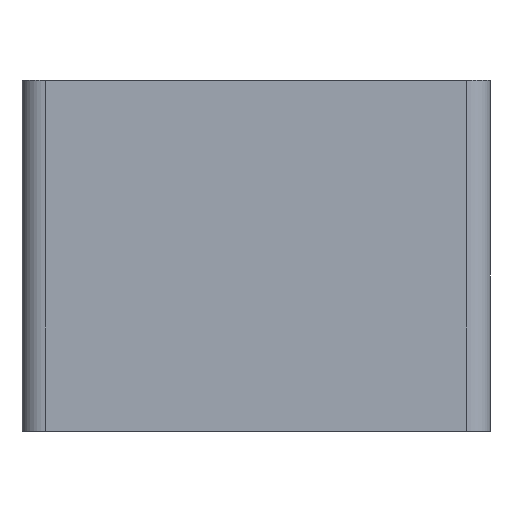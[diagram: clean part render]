
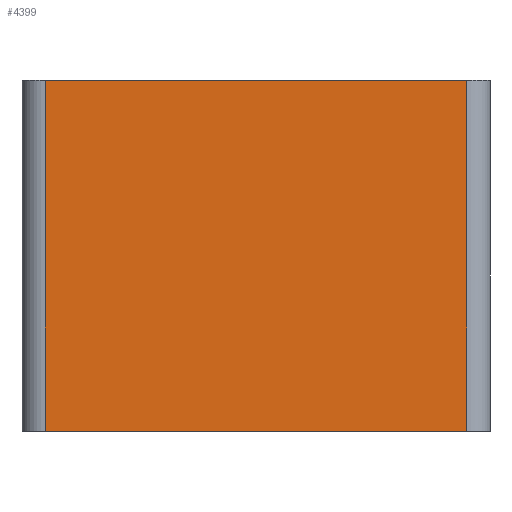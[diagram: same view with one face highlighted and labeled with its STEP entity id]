
A CAD part, top view. The second image highlights one B-rep face of the part: STEP entity #4399.
In plain terms, the highlighted planar face has unit normal (0, 0, 1).
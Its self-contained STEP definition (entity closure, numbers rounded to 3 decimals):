
#289=FACE_OUTER_BOUND('',#522,.T.);
#522=EDGE_LOOP('',(#3593,#3594,#3595,#3596));
#654=LINE('',#6477,#1084);
#928=LINE('',#7320,#1358);
#929=LINE('',#7323,#1359);
#930=LINE('',#7324,#1360);
#1084=VECTOR('',#5088,10.);
#1358=VECTOR('',#5932,1000.);
#1359=VECTOR('',#5935,1000.);
#1360=VECTOR('',#5936,1000.);
#1794=VERTEX_POINT('',#6474);
#1795=VERTEX_POINT('',#6476);
#2079=VERTEX_POINT('',#7318);
#2080=VERTEX_POINT('',#7322);
#2238=EDGE_CURVE('',#1795,#1794,#654,.T.);
#2660=EDGE_CURVE('',#1794,#2079,#928,.T.);
#2661=EDGE_CURVE('',#2079,#2080,#929,.T.);
#2662=EDGE_CURVE('',#1795,#2080,#930,.T.);
#3593=ORIENTED_EDGE('',*,*,#2238,.T.);
#3594=ORIENTED_EDGE('',*,*,#2660,.T.);
#3595=ORIENTED_EDGE('',*,*,#2661,.T.);
#3596=ORIENTED_EDGE('',*,*,#2662,.F.);
#4219=PLANE('',#4829);
#4399=ADVANCED_FACE('',(#289),#4219,.F.);
#4829=AXIS2_PLACEMENT_3D('',#7321,#5933,#5934);
#5088=DIRECTION('',(1.,0.,0.));
#5932=DIRECTION('',(0.,1.,0.));
#5933=DIRECTION('center_axis',(0.,0.,
-1.));
#5934=DIRECTION('ref_axis',(1.,0.,0.));
#5935=DIRECTION('',(-1.,0.,0.));
#5936=DIRECTION('',(0.,1.,0.));
#6474=CARTESIAN_POINT('',(-4.,-100.,-20.));
#6476=CARTESIAN_POINT('',(-76.,-100.,-20.));
#6477=CARTESIAN_POINT('',(-70.75,-100.,-20.));
#7318=CARTESIAN_POINT('',(-4.,-40.,-20.));
#7320=CARTESIAN_POINT('',(-4.,-6040.,-20.));
#7321=CARTESIAN_POINT('Origin',(-76.,-6040.,-20.));
#7322=CARTESIAN_POINT('',(-76.,-40.,-20.));
#7323=CARTESIAN_POINT('',(-76.,-40.,-20.));
#7324=CARTESIAN_POINT('',(-76.,-6040.,-20.));
